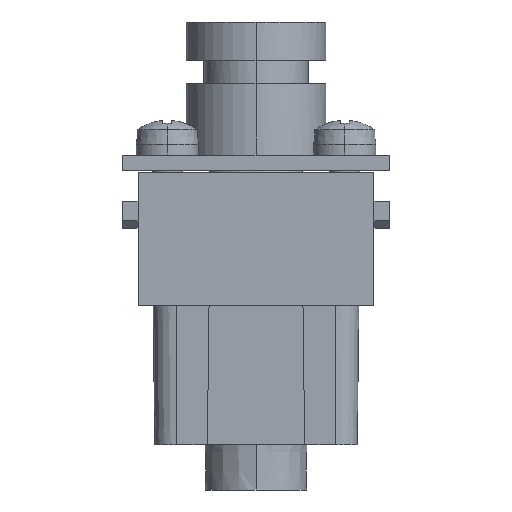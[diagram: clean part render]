
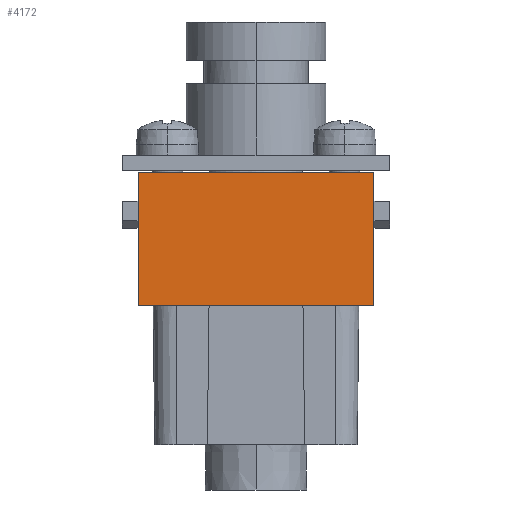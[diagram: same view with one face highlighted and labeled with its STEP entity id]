
A CAD part, left-side view. The second image highlights one B-rep face of the part: STEP entity #4172.
In plain terms, the highlighted planar face has unit normal (-1, 0, 0).
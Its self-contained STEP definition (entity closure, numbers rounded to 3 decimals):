
#4145=AXIS2_PLACEMENT_3D('Plane Axis2P3D',#4142,#4143,#4144) ;
#3931=CARTESIAN_POINT('Line Origine',(0.275,2.05,32.25)) ;
#3935=CARTESIAN_POINT('Vertex',(0.275,2.05,40.8)) ;
#3937=CARTESIAN_POINT('Vertex',(0.275,2.05,23.7)) ;
#4142=CARTESIAN_POINT('Axis2P3D Location',(0.275,17.2,23.5)) ;
#4147=CARTESIAN_POINT('Line Origine',(0.275,17.2,40.8)) ;
#4151=CARTESIAN_POINT('Vertex',(0.275,32.35,40.8)) ;
#4154=CARTESIAN_POINT('Line Origine',(0.275,32.35,32.25)) ;
#4158=CARTESIAN_POINT('Vertex',(0.275,32.35,23.7)) ;
#4161=CARTESIAN_POINT('Line Origine',(0.275,17.2,23.7)) ;
#3932=DIRECTION('Vector Direction',(0.,0.,-1.)) ;
#4143=DIRECTION('Axis2P3D Direction',(-1.,0.,0.)) ;
#4144=DIRECTION('Axis2P3D XDirection',(0.,0.,-1.)) ;
#4148=DIRECTION('Vector Direction',(0.,-1.,0.)) ;
#4155=DIRECTION('Vector Direction',(0.,0.,-1.)) ;
#4162=DIRECTION('Vector Direction',(0.,-1.,0.)) ;
#3933=VECTOR('Line Direction',#3932,1.) ;
#4149=VECTOR('Line Direction',#4148,1.) ;
#4156=VECTOR('Line Direction',#4155,1.) ;
#4163=VECTOR('Line Direction',#4162,1.) ;
#4167=ORIENTED_EDGE('',*,*,#4153,.F.) ;
#4168=ORIENTED_EDGE('',*,*,#4160,.T.) ;
#4169=ORIENTED_EDGE('',*,*,#4165,.T.) ;
#4170=ORIENTED_EDGE('',*,*,#3939,.F.) ;
#4172=ADVANCED_FACE('Hauptk\X2\00F6\X0\rper',(#4171),#4146,.T.) ;
#3939=EDGE_CURVE('',#3936,#3938,#3934,.T.) ;
#4153=EDGE_CURVE('',#4152,#3936,#4150,.T.) ;
#4160=EDGE_CURVE('',#4152,#4159,#4157,.T.) ;
#4165=EDGE_CURVE('',#4159,#3938,#4164,.T.) ;
#4166=EDGE_LOOP('',(#4167,#4168,#4169,#4170)) ;
#4171=FACE_OUTER_BOUND('',#4166,.T.) ;
#3934=LINE('Line',#3931,#3933) ;
#4150=LINE('Line',#4147,#4149) ;
#4157=LINE('Line',#4154,#4156) ;
#4164=LINE('Line',#4161,#4163) ;
#4146=PLANE('',#4145) ;
#3936=VERTEX_POINT('',#3935) ;
#3938=VERTEX_POINT('',#3937) ;
#4152=VERTEX_POINT('',#4151) ;
#4159=VERTEX_POINT('',#4158) ;
